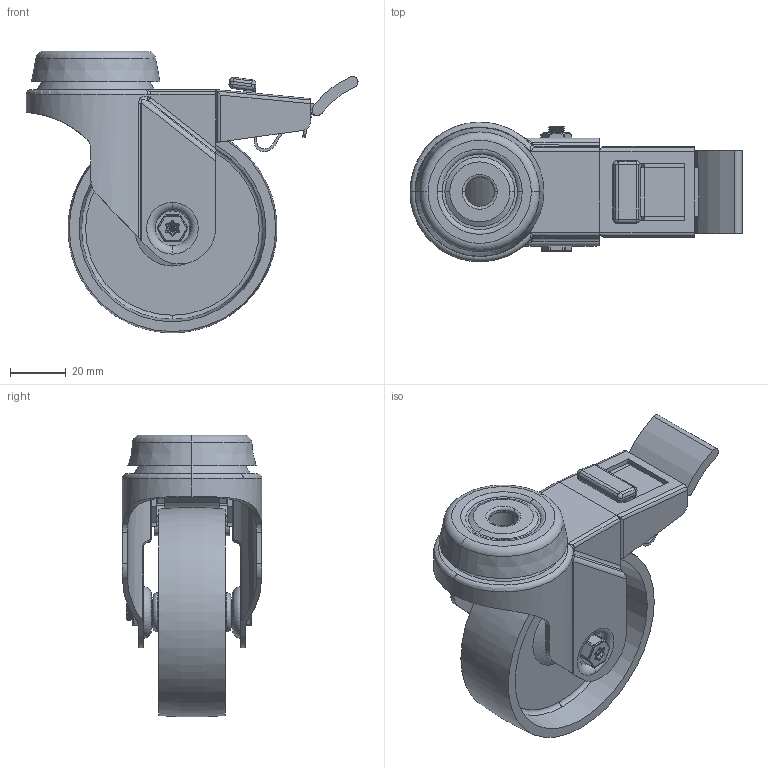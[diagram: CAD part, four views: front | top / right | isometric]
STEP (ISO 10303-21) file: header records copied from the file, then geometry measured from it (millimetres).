
FILE_DESCRIPTION(('STEP AP203'),'1');
FILE_NAME('BZRA75NYBH10SWB.STEP','2023-05-31T11:25:07',(' '),(' '),'Spatial InterOp 3D',' ',' ');
FILE_SCHEMA(('CONFIG_CONTROL_DESIGN'));
Length unit declared in the file: metre
Products named in the file (15): BZRA75ASBH10SWB; ZINC PLATED PRESSED STEEL HEAD; ZINC PLATED PRESSED STEEL FORKS; ZINC PLATED PRESSED STEEL BRAKE; NYLON BRAKE PEDAL; BRAKE PAD; BZRA75NYBH10SWB; BZL75WNY28; NYLON WHEEL; TUBEM8X30; ZINC PLATED AXLE TUBE; BOLTBZRA6MM; ZINC PLATED AXLE BOLT; NM6GR8HALFGR8; ZINC PLATED LOCKING NUT
Assembly tree (14 placements, depth 3):
  BZRA75NYBH10SWB
    BZRA75ASBH10SWB
      ZINC PLATED PRESSED STEEL HEAD
      ZINC PLATED PRESSED STEEL FORKS
      ZINC PLATED PRESSED STEEL BRAKE
      NYLON BRAKE PEDAL
      BRAKE PAD
    BZL75WNY28
      NYLON WHEEL
    TUBEM8X30
      ZINC PLATED AXLE TUBE
    BOLTBZRA6MM
      ZINC PLATED AXLE BOLT
    NM6GR8HALFGR8
      ZINC PLATED LOCKING NUT
Bounding box: 119 x 50 x 100.94 mm (x, y, z)
Volume: 72461.5 mm3; surface area: 60941.4 mm2
Topology: 9 solids, 9 shells, 635 faces, 1662 edges, 1050 vertices
Faces by surface type: cylinder 255, plane 206, torus 80, bspline 44, cone 40, sphere 10
Entity records: 40393 total; most frequent: CARTESIAN_POINT 23943, DIRECTION 3387, ORIENTED_EDGE 3300, EDGE_CURVE 1650, AXIS2_PLACEMENT_3D 1334, VERTEX_POINT 1050, LINE 719, VECTOR 719
